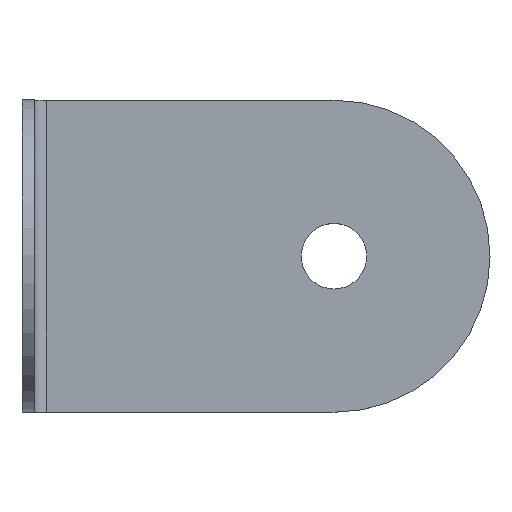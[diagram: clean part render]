
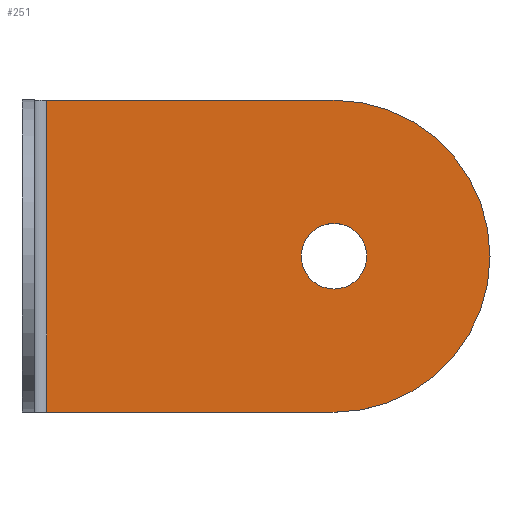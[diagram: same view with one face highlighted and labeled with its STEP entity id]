
A CAD part, top view. The second image highlights one B-rep face of the part: STEP entity #251.
In plain terms, the highlighted planar face has unit normal (0, 0, 1).
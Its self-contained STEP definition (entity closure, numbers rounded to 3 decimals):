
#22=FACE_BOUND('',#45,.T.);
#27=FACE_OUTER_BOUND('',#44,.T.);
#44=EDGE_LOOP('',(#180,#181,#182,#183));
#45=EDGE_LOOP('',(#184));
#66=LINE('',#410,#88);
#67=LINE('',#412,#89);
#68=LINE('',#413,#90);
#88=VECTOR('',#328,10.);
#89=VECTOR('',#329,10.);
#90=VECTOR('',#330,10.);
#108=CIRCLE('',#285,25.);
#109=CIRCLE('',#286,5.25);
#124=VERTEX_POINT('',#406);
#125=VERTEX_POINT('',#407);
#126=VERTEX_POINT('',#409);
#127=VERTEX_POINT('',#411);
#128=VERTEX_POINT('',#414);
#145=EDGE_CURVE('',#124,#125,#108,.T.);
#146=EDGE_CURVE('',#124,#126,#66,.T.);
#147=EDGE_CURVE('',#127,#126,#67,.T.);
#148=EDGE_CURVE('',#125,#127,#68,.T.);
#149=EDGE_CURVE('',#128,#128,#109,.T.);
#180=ORIENTED_EDGE('',*,*,#145,.F.);
#181=ORIENTED_EDGE('',*,*,#146,.T.);
#182=ORIENTED_EDGE('',*,*,#147,.F.);
#183=ORIENTED_EDGE('',*,*,#148,.F.);
#184=ORIENTED_EDGE('',*,*,#149,.T.);
#240=PLANE('',#284);
#251=ADVANCED_FACE('',(#27,#22),#240,.F.);
#284=AXIS2_PLACEMENT_3D('',#405,#324,#325);
#285=AXIS2_PLACEMENT_3D('',#408,#326,#327);
#286=AXIS2_PLACEMENT_3D('',#415,#331,#332);
#324=DIRECTION('center_axis',(0.,0.,-1.));
#325=DIRECTION('ref_axis',(-1.,0.,0.));
#326=DIRECTION('center_axis',(0.,0.,-1.));
#327=DIRECTION('ref_axis',(0.707,-0.707,0.));
#328=DIRECTION('',(-1.,0.,0.));
#329=DIRECTION('',(0.,1.,0.));
#330=DIRECTION('',(-1.,0.,0.));
#331=DIRECTION('center_axis',(0.,0.,-1.));
#332=DIRECTION('ref_axis',(-1.,0.,0.));
#405=CARTESIAN_POINT('Origin',(75.,0.,2.));
#406=CARTESIAN_POINT('',(50.,50.,2.));
#407=CARTESIAN_POINT('',(50.,0.,2.));
#408=CARTESIAN_POINT('Origin',(50.,25.,2.));
#409=CARTESIAN_POINT('',(4.,50.,2.));
#410=CARTESIAN_POINT('',(75.,50.,2.));
#411=CARTESIAN_POINT('',(4.,0.,2.));
#412=CARTESIAN_POINT('',(4.,0.,2.));
#413=CARTESIAN_POINT('',(75.,0.,2.));
#414=CARTESIAN_POINT('',(55.25,25.,2.));
#415=CARTESIAN_POINT('Origin',(50.,25.,2.));
